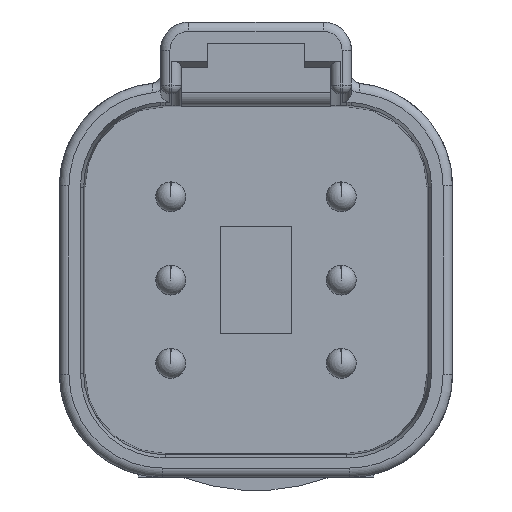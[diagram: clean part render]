
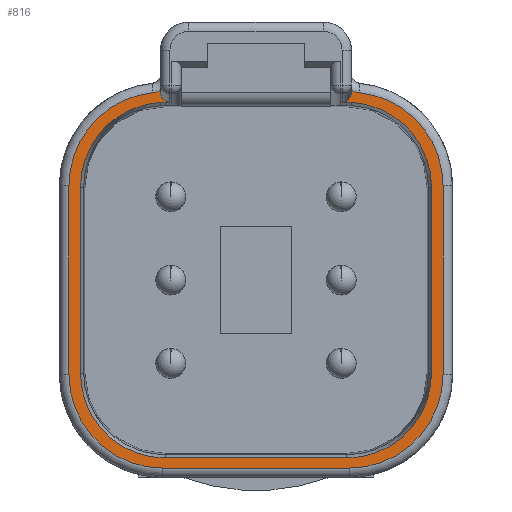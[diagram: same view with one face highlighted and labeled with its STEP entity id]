
A CAD part, front view. The second image highlights one B-rep face of the part: STEP entity #816.
In plain terms, the highlighted planar face has unit normal (0, -1, 0).
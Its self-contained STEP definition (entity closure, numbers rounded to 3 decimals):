
#241=ELLIPSE('',#6463,0.518,0.5);
#242=ELLIPSE('',#6470,0.518,0.5);
#446=CIRCLE('',#6457,1.);
#447=CIRCLE('',#6458,5.);
#448=CIRCLE('',#6459,5.);
#449=CIRCLE('',#6460,5.);
#450=CIRCLE('',#6461,5.);
#451=CIRCLE('',#6462,1.);
#452=CIRCLE('',#6464,4.534);
#453=CIRCLE('',#6465,4.535);
#454=CIRCLE('',#6466,4.535);
#455=CIRCLE('',#6467,4.535);
#456=CIRCLE('',#6468,4.535);
#457=CIRCLE('',#6469,4.534);
#816=ADVANCED_FACE('',(#1298),#1172,.T.);
#1172=PLANE('',#6471);
#1298=FACE_OUTER_BOUND('',#1693,.T.);
#1693=EDGE_LOOP('',(#2630,#2631,#2632,#2633,#2634,#2635,#2636,#2637,#2638,
#2639,#2640,#2641,#2642,#2643,#2644,#2645,#2646,#2647,#2648,#2649,#2650,
#2651,#2652,#2653));
#2630=ORIENTED_EDGE('',*,*,#4831,.F.);
#2631=ORIENTED_EDGE('',*,*,#5023,.T.);
#2632=ORIENTED_EDGE('',*,*,#5024,.T.);
#2633=ORIENTED_EDGE('',*,*,#5025,.T.);
#2634=ORIENTED_EDGE('',*,*,#5026,.T.);
#2635=ORIENTED_EDGE('',*,*,#5027,.T.);
#2636=ORIENTED_EDGE('',*,*,#5028,.T.);
#2637=ORIENTED_EDGE('',*,*,#5029,.T.);
#2638=ORIENTED_EDGE('',*,*,#5030,.T.);
#2639=ORIENTED_EDGE('',*,*,#5031,.T.);
#2640=ORIENTED_EDGE('',*,*,#4681,.F.);
#2641=ORIENTED_EDGE('',*,*,#5032,.F.);
#2642=ORIENTED_EDGE('',*,*,#5033,.T.);
#2643=ORIENTED_EDGE('',*,*,#5034,.T.);
#2644=ORIENTED_EDGE('',*,*,#5035,.T.);
#2645=ORIENTED_EDGE('',*,*,#5036,.T.);
#2646=ORIENTED_EDGE('',*,*,#5037,.T.);
#2647=ORIENTED_EDGE('',*,*,#5038,.T.);
#2648=ORIENTED_EDGE('',*,*,#5039,.T.);
#2649=ORIENTED_EDGE('',*,*,#5040,.T.);
#2650=ORIENTED_EDGE('',*,*,#5041,.T.);
#2651=ORIENTED_EDGE('',*,*,#5042,.T.);
#2652=ORIENTED_EDGE('',*,*,#5043,.T.);
#2653=ORIENTED_EDGE('',*,*,#5044,.F.);
#4115=VERTEX_POINT('',#8782);
#4116=VERTEX_POINT('',#8783);
#4256=VERTEX_POINT('',#9559);
#4257=VERTEX_POINT('',#9561);
#4408=VERTEX_POINT('',#12046);
#4409=VERTEX_POINT('',#12048);
#4410=VERTEX_POINT('',#12050);
#4411=VERTEX_POINT('',#12052);
#4412=VERTEX_POINT('',#12054);
#4413=VERTEX_POINT('',#12056);
#4414=VERTEX_POINT('',#12058);
#4415=VERTEX_POINT('',#12060);
#4416=VERTEX_POINT('',#12063);
#4417=VERTEX_POINT('',#12065);
#4418=VERTEX_POINT('',#12067);
#4419=VERTEX_POINT('',#12069);
#4420=VERTEX_POINT('',#12071);
#4421=VERTEX_POINT('',#12073);
#4422=VERTEX_POINT('',#12075);
#4423=VERTEX_POINT('',#12077);
#4424=VERTEX_POINT('',#12079);
#4425=VERTEX_POINT('',#12081);
#4426=VERTEX_POINT('',#12083);
#4427=VERTEX_POINT('',#12085);
#4681=EDGE_CURVE('',#4115,#4116,#5624,.T.);
#4831=EDGE_CURVE('',#4256,#4257,#5678,.T.);
#5023=EDGE_CURVE('',#4256,#4408,#446,.T.);
#5024=EDGE_CURVE('',#4408,#4409,#447,.T.);
#5025=EDGE_CURVE('',#4409,#4410,#5779,.T.);
#5026=EDGE_CURVE('',#4410,#4411,#448,.T.);
#5027=EDGE_CURVE('',#4411,#4412,#5780,.T.);
#5028=EDGE_CURVE('',#4412,#4413,#449,.T.);
#5029=EDGE_CURVE('',#4413,#4414,#5781,.T.);
#5030=EDGE_CURVE('',#4414,#4415,#450,.T.);
#5031=EDGE_CURVE('',#4415,#4116,#451,.T.);
#5032=EDGE_CURVE('',#4416,#4115,#241,.T.);
#5033=EDGE_CURVE('',#4416,#4417,#5782,.T.);
#5034=EDGE_CURVE('',#4417,#4418,#452,.T.);
#5035=EDGE_CURVE('',#4418,#4419,#453,.T.);
#5036=EDGE_CURVE('',#4419,#4420,#5783,.T.);
#5037=EDGE_CURVE('',#4420,#4421,#454,.T.);
#5038=EDGE_CURVE('',#4421,#4422,#5784,.T.);
#5039=EDGE_CURVE('',#4422,#4423,#455,.T.);
#5040=EDGE_CURVE('',#4423,#4424,#5785,.T.);
#5041=EDGE_CURVE('',#4424,#4425,#456,.T.);
#5042=EDGE_CURVE('',#4425,#4426,#457,.T.);
#5043=EDGE_CURVE('',#4426,#4427,#5786,.T.);
#5044=EDGE_CURVE('',#4257,#4427,#242,.T.);
#5624=LINE('',#8781,#5968);
#5678=LINE('',#9560,#6022);
#5779=LINE('',#12049,#6123);
#5780=LINE('',#12053,#6124);
#5781=LINE('',#12057,#6125);
#5782=LINE('',#12064,#6126);
#5783=LINE('',#12070,#6127);
#5784=LINE('',#12074,#6128);
#5785=LINE('',#12078,#6129);
#5786=LINE('',#12084,#6130);
#5968=VECTOR('',#7022,1.);
#6022=VECTOR('',#7220,1.);
#6123=VECTOR('',#7469,1.);
#6124=VECTOR('',#7472,1.);
#6125=VECTOR('',#7475,1.);
#6126=VECTOR('',#7482,1.);
#6127=VECTOR('',#7487,1.);
#6128=VECTOR('',#7490,1.);
#6129=VECTOR('',#7493,1.);
#6130=VECTOR('',#7498,1.);
#6457=AXIS2_PLACEMENT_3D('',#12045,#7465,#7466);
#6458=AXIS2_PLACEMENT_3D('',#12047,#7467,#7468);
#6459=AXIS2_PLACEMENT_3D('',#12051,#7470,#7471);
#6460=AXIS2_PLACEMENT_3D('',#12055,#7473,#7474);
#6461=AXIS2_PLACEMENT_3D('',#12059,#7476,#7477);
#6462=AXIS2_PLACEMENT_3D('',#12061,#7478,#7479);
#6463=AXIS2_PLACEMENT_3D('',#12062,#7480,#7481);
#6464=AXIS2_PLACEMENT_3D('',#12066,#7483,#7484);
#6465=AXIS2_PLACEMENT_3D('',#12068,#7485,#7486);
#6466=AXIS2_PLACEMENT_3D('',#12072,#7488,#7489);
#6467=AXIS2_PLACEMENT_3D('',#12076,#7491,#7492);
#6468=AXIS2_PLACEMENT_3D('',#12080,#7494,#7495);
#6469=AXIS2_PLACEMENT_3D('',#12082,#7496,#7497);
#6470=AXIS2_PLACEMENT_3D('',#12086,#7499,#7500);
#6471=AXIS2_PLACEMENT_3D('',#12087,#7501,#7502);
#7022=DIRECTION('',(0.,0.,1.));
#7220=DIRECTION('',(0.,0.,-1.));
#7465=DIRECTION('',(0.,1.,0.));
#7466=DIRECTION('',(0.,0.,-1.));
#7467=DIRECTION('',(0.,-1.,0.));
#7468=DIRECTION('',(0.,0.,-1.));
#7469=DIRECTION('',(0.,0.,-1.));
#7470=DIRECTION('',(0.,-1.,0.));
#7471=DIRECTION('',(0.,0.,-1.));
#7472=DIRECTION('',(1.,0.,0.));
#7473=DIRECTION('',(0.,-1.,0.));
#7474=DIRECTION('',(0.,0.,-1.));
#7475=DIRECTION('',(0.,0.,1.));
#7476=DIRECTION('',(0.,-1.,0.));
#7477=DIRECTION('',(0.,0.,-1.));
#7478=DIRECTION('',(0.,1.,0.));
#7479=DIRECTION('',(0.,0.,-1.));
#7480=DIRECTION('',(0.,-1.,0.));
#7481=DIRECTION('',(0.,0.,1.));
#7482=DIRECTION('',(1.,0.,0.));
#7483=DIRECTION('',(0.,1.,0.));
#7484=DIRECTION('',(0.,0.,-1.));
#7485=DIRECTION('',(0.,1.,0.));
#7486=DIRECTION('',(0.,0.,-1.));
#7487=DIRECTION('',(0.,0.,-1.));
#7488=DIRECTION('',(0.,1.,0.));
#7489=DIRECTION('',(0.,0.,-1.));
#7490=DIRECTION('',(-1.,0.,0.));
#7491=DIRECTION('',(0.,1.,0.));
#7492=DIRECTION('',(0.,0.,-1.));
#7493=DIRECTION('',(0.,0.,1.));
#7494=DIRECTION('',(0.,1.,0.));
#7495=DIRECTION('',(0.,0.,-1.));
#7496=DIRECTION('',(0.,1.,0.));
#7497=DIRECTION('',(0.,0.,-1.));
#7498=DIRECTION('',(1.,0.,0.));
#7499=DIRECTION('',(0.,-1.,0.));
#7500=DIRECTION('',(0.,0.,-1.));
#7501=DIRECTION('',(0.,-1.,0.));
#7502=DIRECTION('',(0.,0.,-1.));
#8781=CARTESIAN_POINT('',(5.1,0.,-5.05));
#8782=CARTESIAN_POINT('',(5.1,0.,10.027));
#8783=CARTESIAN_POINT('',(5.1,0.,10.154));
#9559=CARTESIAN_POINT('',(-5.1,0.,10.154));
#9560=CARTESIAN_POINT('',(-5.1,0.,-5.05));
#9561=CARTESIAN_POINT('',(-5.1,0.,10.027));
#12045=CARTESIAN_POINT('',(-5.6,0.,11.02));
#12046=CARTESIAN_POINT('',(-5.5,0.,10.025));
#12047=CARTESIAN_POINT('',(-5.,0.,5.05));
#12048=CARTESIAN_POINT('',(-10.,0.,5.05));
#12049=CARTESIAN_POINT('',(-10.,0.,-5.05));
#12050=CARTESIAN_POINT('',(-10.,0.,-5.05));
#12051=CARTESIAN_POINT('',(-5.,0.,-5.05));
#12052=CARTESIAN_POINT('',(-5.,0.,-10.05));
#12053=CARTESIAN_POINT('',(-5.,0.,-10.05));
#12054=CARTESIAN_POINT('',(5.,0.,-10.05));
#12055=CARTESIAN_POINT('',(5.,0.,-5.05));
#12056=CARTESIAN_POINT('',(10.,0.,-5.05));
#12057=CARTESIAN_POINT('',(10.,0.,-5.05));
#12058=CARTESIAN_POINT('',(10.,0.,5.05));
#12059=CARTESIAN_POINT('',(5.,0.,5.05));
#12060=CARTESIAN_POINT('',(5.5,0.,10.025));
#12061=CARTESIAN_POINT('',(5.6,0.,11.02));
#12062=CARTESIAN_POINT('',(4.6,0.,10.027));
#12063=CARTESIAN_POINT('',(4.6,0.,9.509));
#12064=CARTESIAN_POINT('',(-5.,0.,9.509));
#12065=CARTESIAN_POINT('',(4.85,0.,9.509));
#12066=CARTESIAN_POINT('',(4.85,0.,4.975));
#12067=CARTESIAN_POINT('',(5.103,0.,9.503));
#12068=CARTESIAN_POINT('',(4.85,0.,4.975));
#12069=CARTESIAN_POINT('',(9.385,0.,4.975));
#12070=CARTESIAN_POINT('',(9.385,0.,-5.05));
#12071=CARTESIAN_POINT('',(9.385,0.,-4.975));
#12072=CARTESIAN_POINT('',(4.85,0.,-4.975));
#12073=CARTESIAN_POINT('',(4.85,0.,-9.51));
#12074=CARTESIAN_POINT('',(-5.,0.,-9.51));
#12075=CARTESIAN_POINT('',(-4.85,0.,-9.51));
#12076=CARTESIAN_POINT('',(-4.85,0.,-4.975));
#12077=CARTESIAN_POINT('',(-9.385,0.,-4.975));
#12078=CARTESIAN_POINT('',(-9.385,0.,-5.05));
#12079=CARTESIAN_POINT('',(-9.385,0.,4.975));
#12080=CARTESIAN_POINT('',(-4.85,0.,4.975));
#12081=CARTESIAN_POINT('',(-5.103,0.,9.503));
#12082=CARTESIAN_POINT('',(-4.85,0.,4.975));
#12083=CARTESIAN_POINT('',(-4.85,0.,9.509));
#12084=CARTESIAN_POINT('',(-5.,0.,9.509));
#12085=CARTESIAN_POINT('',(-4.6,0.,9.509));
#12086=CARTESIAN_POINT('',(-4.6,0.,10.027));
#12087=CARTESIAN_POINT('',(-5.,0.,-5.05));
